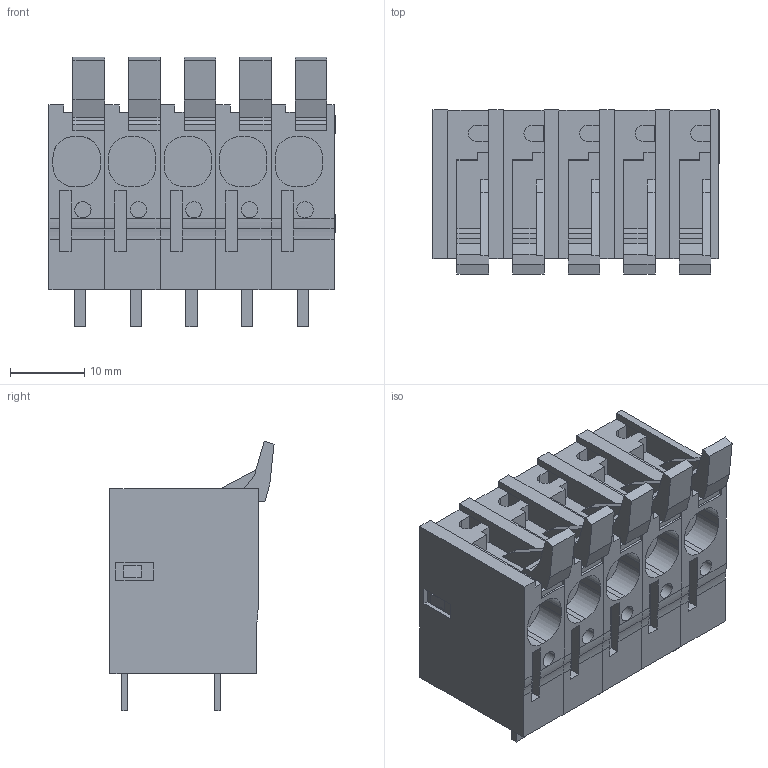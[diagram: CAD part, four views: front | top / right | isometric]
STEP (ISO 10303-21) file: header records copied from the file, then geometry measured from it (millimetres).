
FILE_DESCRIPTION(('CATIA V5 STEP Exchange','CAx-IF Rec.Pracs.--- Model Styling and Organization---1.4--- 2014-01-23'),'2;1');
FILE_NAME ('D1544605_0_2891930000_2891930000.stp','2022-09-16T11:49:19+00:00',('none'),('Weidmueller'),'CATIA Version 5-6 Release 2016 SP3 HF44','CATIA V5 STEP AP214','none');
FILE_SCHEMA(('AUTOMOTIVE_DESIGN { 1 0 10303 214 1 1 1 1 }'));
Length unit declared in the file: millimetre
Products named in the file (1): 2891930000
Bounding box: 38.63 x 22.16 x 36.41 mm (x, y, z)
Volume: 16237.2 mm3; surface area: 11447.6 mm2
Topology: 15 solids, 15 shells, 475 faces, 1254 edges, 837 vertices
Faces by surface type: plane 385, cylinder 90
Entity records: 14733 total; most frequent: CARTESIAN_POINT 3085, ORIENTED_EDGE 2508, DIRECTION 2048, EDGE_CURVE 1254, VECTOR 1074, LINE 1074, VERTEX_POINT 837, AXIS2_PLACEMENT_3D 547
